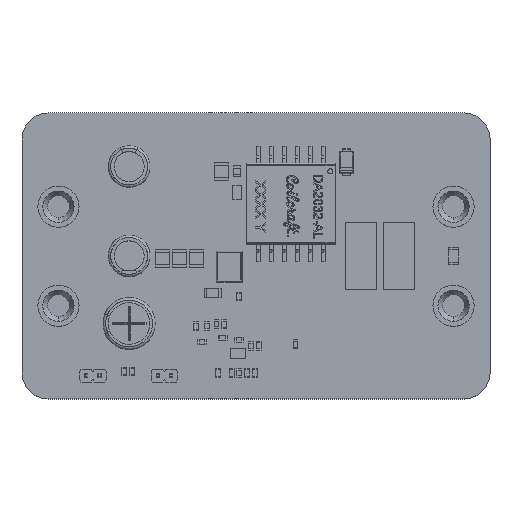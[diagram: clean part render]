
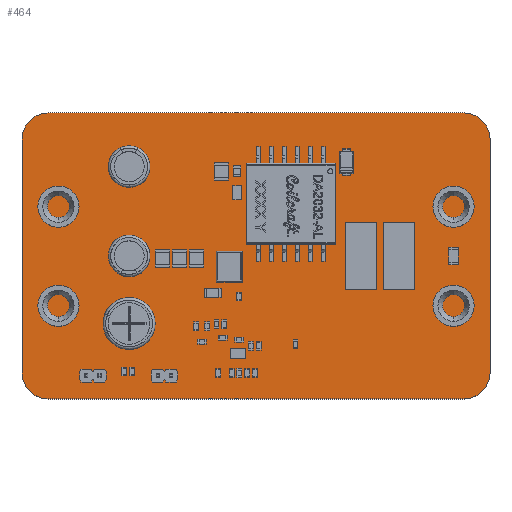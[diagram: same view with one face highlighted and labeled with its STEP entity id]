
A CAD part, top view. The second image highlights one B-rep face of the part: STEP entity #464.
In plain terms, the highlighted planar face has unit normal (0, 0, 1).
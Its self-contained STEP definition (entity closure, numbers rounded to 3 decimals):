
#199 = VERTEX_POINT('',#200);
#200 = CARTESIAN_POINT('',(5.,0.,0.));
#206 = EDGE_CURVE('',#199,#207,#209,.T.);
#207 = VERTEX_POINT('',#208);
#208 = CARTESIAN_POINT('',(0.,5.,0.));
#209 = CIRCLE('',#210,4.998);
#210 = AXIS2_PLACEMENT_3D('',#211,#212,#213);
#211 = CARTESIAN_POINT('',(4.998,4.998,0.));
#212 = DIRECTION('',(0.,0.,-1.));
#213 = DIRECTION('',(0.,-1.,0.));
#239 = EDGE_CURVE('',#207,#240,#242,.T.);
#240 = VERTEX_POINT('',#241);
#241 = CARTESIAN_POINT('',(0.,50.,0.));
#242 = LINE('',#243,#244);
#243 = CARTESIAN_POINT('',(0.,5.,0.));
#244 = VECTOR('',#245,1.);
#245 = DIRECTION('',(0.,1.,0.));
#270 = EDGE_CURVE('',#240,#271,#273,.T.);
#271 = VERTEX_POINT('',#272);
#272 = CARTESIAN_POINT('',(5.,55.,0.));
#273 = CIRCLE('',#274,4.998);
#274 = AXIS2_PLACEMENT_3D('',#275,#276,#277);
#275 = CARTESIAN_POINT('',(4.998,50.002,0.));
#276 = DIRECTION('',(0.,0.,-1.));
#277 = DIRECTION('',(-1.,0.,0.));
#303 = EDGE_CURVE('',#271,#304,#306,.T.);
#304 = VERTEX_POINT('',#305);
#305 = CARTESIAN_POINT('',(85.,55.,0.));
#306 = LINE('',#307,#308);
#307 = CARTESIAN_POINT('',(5.,55.,0.));
#308 = VECTOR('',#309,1.);
#309 = DIRECTION('',(1.,0.,0.));
#334 = EDGE_CURVE('',#304,#335,#337,.T.);
#335 = VERTEX_POINT('',#336);
#336 = CARTESIAN_POINT('',(90.,50.,0.));
#337 = CIRCLE('',#338,4.998);
#338 = AXIS2_PLACEMENT_3D('',#339,#340,#341);
#339 = CARTESIAN_POINT('',(85.002,50.002,0.));
#340 = DIRECTION('',(0.,0.,-1.));
#341 = DIRECTION('',(0.,1.,0.));
#367 = EDGE_CURVE('',#335,#368,#370,.T.);
#368 = VERTEX_POINT('',#369);
#369 = CARTESIAN_POINT('',(90.,5.,0.));
#370 = LINE('',#371,#372);
#371 = CARTESIAN_POINT('',(90.,50.,0.));
#372 = VECTOR('',#373,1.);
#373 = DIRECTION('',(0.,-1.,0.));
#398 = EDGE_CURVE('',#368,#399,#401,.T.);
#399 = VERTEX_POINT('',#400);
#400 = CARTESIAN_POINT('',(85.,0.,0.));
#401 = CIRCLE('',#402,4.998);
#402 = AXIS2_PLACEMENT_3D('',#403,#404,#405);
#403 = CARTESIAN_POINT('',(85.002,4.998,0.));
#404 = DIRECTION('',(0.,0.,-1.));
#405 = DIRECTION('',(1.,0.,0.));
#431 = EDGE_CURVE('',#399,#199,#432,.T.);
#432 = LINE('',#433,#434);
#433 = CARTESIAN_POINT('',(85.,0.,0.));
#434 = VECTOR('',#435,1.);
#435 = DIRECTION('',(-1.,0.,0.));
#464 = ADVANCED_FACE('',(#465),#475,.T.);
#465 = FACE_BOUND('',#466,.F.);
#466 = EDGE_LOOP('',(#467,#468,#469,#470,#471,#472,#473,#474));
#467 = ORIENTED_EDGE('',*,*,#206,.T.);
#468 = ORIENTED_EDGE('',*,*,#239,.T.);
#469 = ORIENTED_EDGE('',*,*,#270,.T.);
#470 = ORIENTED_EDGE('',*,*,#303,.T.);
#471 = ORIENTED_EDGE('',*,*,#334,.T.);
#472 = ORIENTED_EDGE('',*,*,#367,.T.);
#473 = ORIENTED_EDGE('',*,*,#398,.T.);
#474 = ORIENTED_EDGE('',*,*,#431,.T.);
#475 = PLANE('',#476);
#476 = AXIS2_PLACEMENT_3D('',#477,#478,#479);
#477 = CARTESIAN_POINT('',(5.,0.,0.));
#478 = DIRECTION('',(0.,0.,1.));
#479 = DIRECTION('',(1.,0.,0.));
